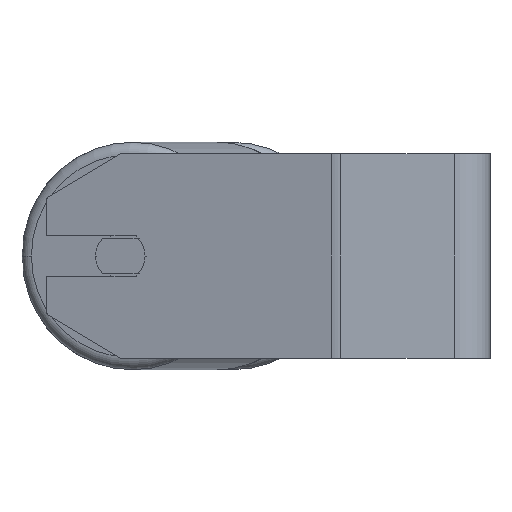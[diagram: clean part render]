
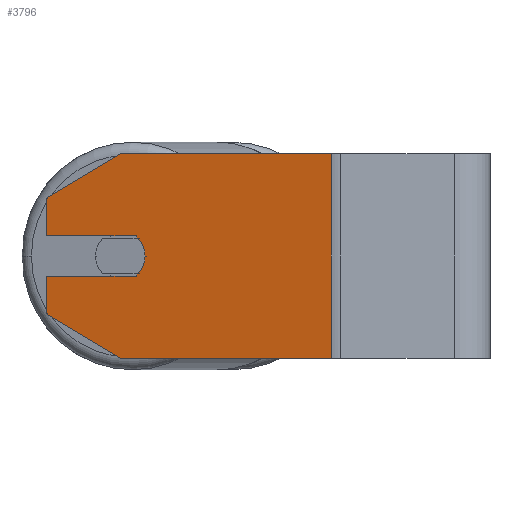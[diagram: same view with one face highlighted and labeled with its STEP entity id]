
A CAD part, left-side view. The second image highlights one B-rep face of the part: STEP entity #3796.
In plain terms, the highlighted planar face has unit normal (-0.966, 0.259, 0).
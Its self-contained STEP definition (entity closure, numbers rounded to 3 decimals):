
#15 = AXIS2_PLACEMENT_3D ( 'NONE', #1314, #6665, #6516 ) ;
#48 = LINE ( 'NONE', #2619, #4514 ) ;
#174 = EDGE_CURVE ( 'NONE', #7221, #2331, #8075, .T. ) ;
#312 = DIRECTION ( 'NONE',  ( -0.259, -0.966, 0. ) ) ;
#360 = CARTESIAN_POINT ( 'NONE',  ( -239.644, 173.506, 40. ) ) ;
#790 = CARTESIAN_POINT ( 'NONE',  ( -239.644, 173.506, 40. ) ) ;
#904 = EDGE_CURVE ( 'NONE', #2331, #6025, #3270, .T. ) ;
#989 = CARTESIAN_POINT ( 'NONE',  ( -247.409, 144.528, 0. ) ) ;
#1218 = EDGE_CURVE ( 'NONE', #2909, #7953, #6263, .T. ) ;
#1241 = VERTEX_POINT ( 'NONE', #8430 ) ;
#1310 = DIRECTION ( 'NONE',  ( -0.259, -0.966, 0. ) ) ;
#1314 = CARTESIAN_POINT ( 'NONE',  ( -239.644, 173.506, 40. ) ) ;
#1398 = EDGE_CURVE ( 'NONE', #1700, #2519, #48, .T. ) ;
#1538 = ORIENTED_EDGE ( 'NONE', *, *, #1218, .F. ) ;
#1544 = ORIENTED_EDGE ( 'NONE', *, *, #7859, .F. ) ;
#1552 = VECTOR ( 'NONE', #1310, 1000. ) ;
#1590 = DIRECTION ( 'NONE',  ( -0.259, -0.966, 0. ) ) ;
#1700 = VERTEX_POINT ( 'NONE', #5143 ) ;
#1808 = AXIS2_PLACEMENT_3D ( 'NONE', #4578, #7894, #3324 ) ;
#1809 = CIRCLE ( 'NONE', #7550, 10. ) ;
#1862 = VERTEX_POINT ( 'NONE', #7603 ) ;
#1918 = ORIENTED_EDGE ( 'NONE', *, *, #6350, .F. ) ;
#1976 = DIRECTION ( 'NONE',  ( 0., 0., -1. ) ) ;
#2002 = CARTESIAN_POINT ( 'NONE',  ( -239.644, 173.506, 8. ) ) ;
#2128 = ORIENTED_EDGE ( 'NONE', *, *, #3686, .T. ) ;
#2249 = ORIENTED_EDGE ( 'NONE', *, *, #1398, .F. ) ;
#2331 = VERTEX_POINT ( 'NONE', #7535 ) ;
#2519 = VERTEX_POINT ( 'NONE', #7615 ) ;
#2532 = DIRECTION ( 'NONE',  ( -0.259, -0.966, 0. ) ) ;
#2616 = CARTESIAN_POINT ( 'NONE',  ( -239.644, 173.506, -40. ) ) ;
#2619 = CARTESIAN_POINT ( 'NONE',  ( -248.961, 138.732, -8. ) ) ;
#2655 = EDGE_CURVE ( 'NONE', #1700, #5808, #3925, .T. ) ;
#2909 = VERTEX_POINT ( 'NONE', #8410 ) ;
#2961 = EDGE_CURVE ( 'NONE', #5808, #1862, #5221, .T. ) ;
#2986 = VECTOR ( 'NONE', #6525, 1000. ) ;
#3008 = CARTESIAN_POINT ( 'NONE',  ( -248.961, 138.732, 8. ) ) ;
#3095 = ORIENTED_EDGE ( 'NONE', *, *, #2961, .T. ) ;
#3151 = ORIENTED_EDGE ( 'NONE', *, *, #2655, .T. ) ;
#3270 = LINE ( 'NONE', #6018, #2986 ) ;
#3324 = DIRECTION ( 'NONE',  ( -0.259, -0.966, 0. ) ) ;
#3461 = FACE_OUTER_BOUND ( 'NONE', #6830, .T. ) ;
#3684 = DIRECTION ( 'NONE',  ( 0.259, 0.966, 0. ) ) ;
#3686 = EDGE_CURVE ( 'NONE', #7221, #4521, #6356, .T. ) ;
#3796 = ADVANCED_FACE ( 'NONE', ( #3461 ), #8351, .F. ) ;
#3812 = VECTOR ( 'NONE', #3684, 1000. ) ;
#3925 = LINE ( 'NONE', #790, #3930 ) ;
#3930 = VECTOR ( 'NONE', #1976, 1000. ) ;
#4079 = VECTOR ( 'NONE', #6893, 1000. ) ;
#4218 = DIRECTION ( 'NONE',  ( 0., 0., -1. ) ) ;
#4224 = EDGE_CURVE ( 'NONE', #4521, #7953, #6198, .T. ) ;
#4514 = VECTOR ( 'NONE', #2532, 1000. ) ;
#4521 = VERTEX_POINT ( 'NONE', #7170 ) ;
#4578 = CARTESIAN_POINT ( 'NONE',  ( -247.409, 144.528, 0. ) ) ;
#4717 = LINE ( 'NONE', #2616, #1552 ) ;
#4756 = CARTESIAN_POINT ( 'NONE',  ( -247.409, 144.528, 40. ) ) ;
#4880 = CARTESIAN_POINT ( 'NONE',  ( -269.523, 61.996, -40. ) ) ;
#5143 = CARTESIAN_POINT ( 'NONE',  ( -239.644, 173.506, -8. ) ) ;
#5221 = LINE ( 'NONE', #7826, #5729 ) ;
#5729 = VECTOR ( 'NONE', #7218, 1000. ) ;
#5808 = VERTEX_POINT ( 'NONE', #7026 ) ;
#5899 = ORIENTED_EDGE ( 'NONE', *, *, #4224, .T. ) ;
#5945 = ORIENTED_EDGE ( 'NONE', *, *, #7047, .T. ) ;
#5973 = ORIENTED_EDGE ( 'NONE', *, *, #904, .F. ) ;
#6018 = CARTESIAN_POINT ( 'NONE',  ( -269.523, 61.996, 40. ) ) ;
#6025 = VERTEX_POINT ( 'NONE', #4880 ) ;
#6132 = VECTOR ( 'NONE', #1590, 1000. ) ;
#6198 = LINE ( 'NONE', #360, #6689 ) ;
#6263 = LINE ( 'NONE', #3008, #3812 ) ;
#6350 = EDGE_CURVE ( 'NONE', #2519, #1241, #1809, .T. ) ;
#6356 = LINE ( 'NONE', #6936, #4079 ) ;
#6516 = DIRECTION ( 'NONE',  ( 0.259, 0.966, 0. ) ) ;
#6525 = DIRECTION ( 'NONE',  ( 0., 0., -1. ) ) ;
#6665 = DIRECTION ( 'NONE',  ( 0.966, -0.259, 0. ) ) ;
#6689 = VECTOR ( 'NONE', #4218, 1000. ) ;
#6830 = EDGE_LOOP ( 'NONE', ( #1918, #2249, #3151, #3095, #5945, #5973, #7129, #2128, #5899, #1538, #1544 ) ) ;
#6893 = DIRECTION ( 'NONE',  ( 0.224, 0.837, -0.5 ) ) ;
#6936 = CARTESIAN_POINT ( 'NONE',  ( -239.644, 173.506, 22.679 ) ) ;
#7026 = CARTESIAN_POINT ( 'NONE',  ( -239.644, 173.506, -22.679 ) ) ;
#7047 = EDGE_CURVE ( 'NONE', #1862, #6025, #4717, .T. ) ;
#7129 = ORIENTED_EDGE ( 'NONE', *, *, #174, .F. ) ;
#7170 = CARTESIAN_POINT ( 'NONE',  ( -239.644, 173.506, 22.679 ) ) ;
#7218 = DIRECTION ( 'NONE',  ( -0.224, -0.837, -0.5 ) ) ;
#7221 = VERTEX_POINT ( 'NONE', #4756 ) ;
#7404 = CARTESIAN_POINT ( 'NONE',  ( -239.644, 173.506, 40. ) ) ;
#7535 = CARTESIAN_POINT ( 'NONE',  ( -269.523, 61.996, 40. ) ) ;
#7550 = AXIS2_PLACEMENT_3D ( 'NONE', #989, #8183, #312 ) ;
#7603 = CARTESIAN_POINT ( 'NONE',  ( -247.409, 144.528, -40. ) ) ;
#7615 = CARTESIAN_POINT ( 'NONE',  ( -248.961, 138.732, -8. ) ) ;
#7826 = CARTESIAN_POINT ( 'NONE',  ( -247.409, 144.528, -40. ) ) ;
#7859 = EDGE_CURVE ( 'NONE', #1241, #2909, #8237, .T. ) ;
#7894 = DIRECTION ( 'NONE',  ( -0.966, 0.259, 0. ) ) ;
#7953 = VERTEX_POINT ( 'NONE', #2002 ) ;
#8075 = LINE ( 'NONE', #7404, #6132 ) ;
#8183 = DIRECTION ( 'NONE',  ( -0.966, 0.259, 0. ) ) ;
#8237 = CIRCLE ( 'NONE', #1808, 10. ) ;
#8351 = PLANE ( 'NONE',  #15 ) ;
#8410 = CARTESIAN_POINT ( 'NONE',  ( -248.961, 138.732, 8. ) ) ;
#8430 = CARTESIAN_POINT ( 'NONE',  ( -249.997, 134.869, 0. ) ) ;
